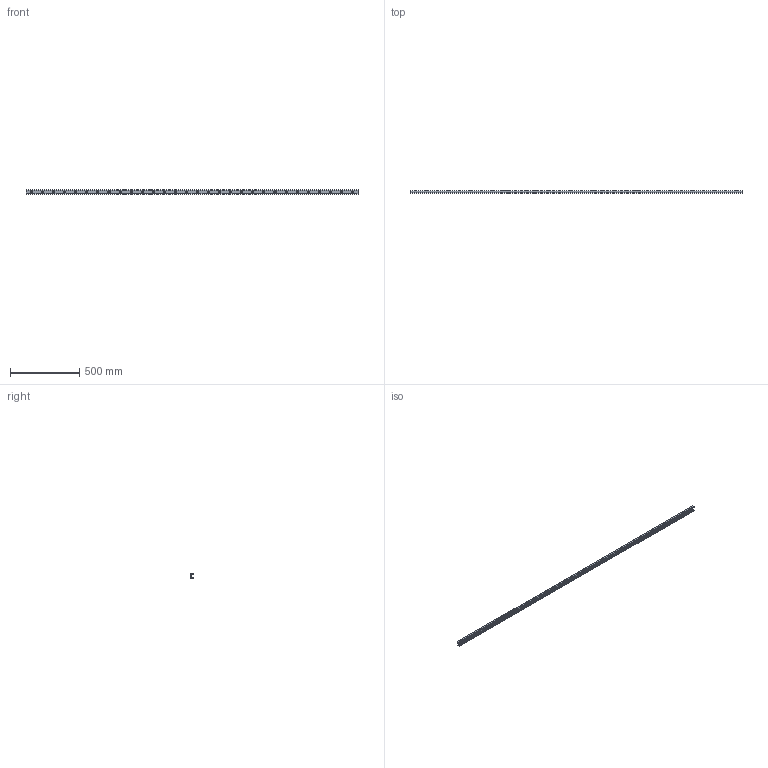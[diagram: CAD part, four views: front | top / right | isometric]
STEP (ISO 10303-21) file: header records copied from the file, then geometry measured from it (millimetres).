
FILE_DESCRIPTION((''),'2;1');
FILE_NAME('LCX 35-2400.C.stp','2016-04-28T09:08:04',('MRathmann'),(''),'Autodesk Inventor 2012','Autodesk Inventor 2012','');
FILE_SCHEMA(('CONFIG_CONTROL_DESIGN'));
Length unit declared in the file: millimetre
Products named in the file (1): LCX 35-2400.C
Bounding box: 2400 x 16.5 x 35 mm (x, y, z)
Volume: 517286.7 mm3; surface area: 308204.1 mm2
Topology: 1 solids, 1 shells, 118 faces, 378 edges, 262 vertices
Faces by surface type: cylinder 73, plane 45
Full cylindrical faces by diameter (mm): 8 x30, 15 x30
Entity records: 4384 total; most frequent: CARTESIAN_POINT 1449, DIRECTION 612, ORIENTED_EDGE 516, AXIS2_PLACEMENT_3D 265, EDGE_CURVE 258, EDGE_LOOP 238, VERTEX_POINT 202, CIRCLE 146
